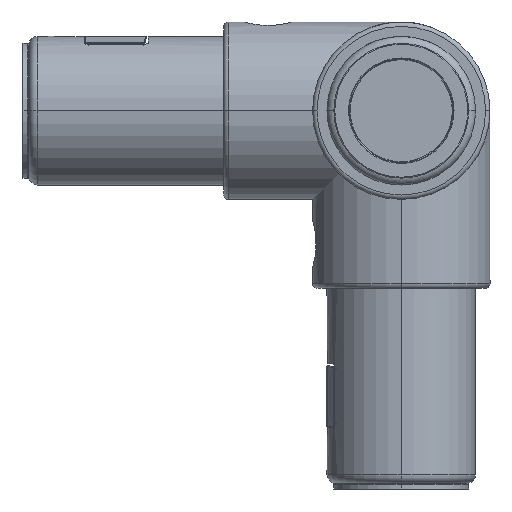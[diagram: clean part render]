
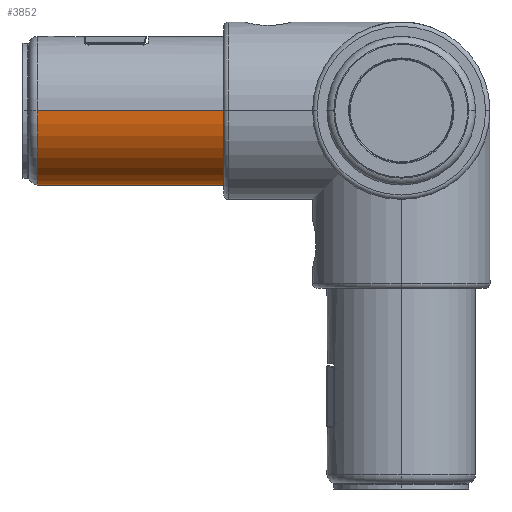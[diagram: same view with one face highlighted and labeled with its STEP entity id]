
A CAD part, front view. The second image highlights one B-rep face of the part: STEP entity #3852.
In plain terms, the highlighted cylindrical face has radius 16.75 mm (diameter 33.5 mm), a partial arc.
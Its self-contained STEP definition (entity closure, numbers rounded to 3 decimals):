
#193 = EDGE_CURVE ( 'NONE', #13239, #3452, #13119, .T. ) ;
#1248 = LINE ( 'NONE', #9613, #4672 ) ;
#1297 = CARTESIAN_POINT ( 'NONE',  ( 0., 82., -16.75 ) ) ;
#2023 = EDGE_CURVE ( 'NONE', #12736, #10292, #1248, .T. ) ;
#3134 = DIRECTION ( 'NONE',  ( 0., 0., 1. ) ) ;
#3452 = VERTEX_POINT ( 'NONE', #5733 ) ;
#3852 = ADVANCED_FACE ( 'NONE', ( #9473 ), #5183, .T. ) ;
#4047 = CIRCLE ( 'NONE', #12446, 16.75 ) ;
#4255 = DIRECTION ( 'NONE',  ( 0., -1., 0. ) ) ;
#4672 = VECTOR ( 'NONE', #7258, 1000. ) ;
#5154 = CARTESIAN_POINT ( 'NONE',  ( 0., 84., 16.75 ) ) ;
#5183 = CYLINDRICAL_SURFACE ( 'NONE', #10969, 16.75 ) ;
#5585 = DIRECTION ( 'NONE',  ( 0., 0., 1. ) ) ;
#5733 = CARTESIAN_POINT ( 'NONE',  ( 0., 40., 16.75 ) ) ;
#5918 = CARTESIAN_POINT ( 'NONE',  ( 0., 40., -16.75 ) ) ;
#6361 = DIRECTION ( 'NONE',  ( 0., -1., 0. ) ) ;
#6552 = CARTESIAN_POINT ( 'NONE',  ( 0., 40., 0. ) ) ;
#7258 = DIRECTION ( 'NONE',  ( 0., -1., 0. ) ) ;
#7967 = ORIENTED_EDGE ( 'NONE', *, *, #2023, .F. ) ;
#7977 = ORIENTED_EDGE ( 'NONE', *, *, #11601, .T. ) ;
#9127 = EDGE_CURVE ( 'NONE', #3452, #10292, #4047, .T. ) ;
#9243 = CARTESIAN_POINT ( 'NONE',  ( 0., 82., 16.75 ) ) ;
#9329 = ORIENTED_EDGE ( 'NONE', *, *, #193, .T. ) ;
#9473 = FACE_OUTER_BOUND ( 'NONE', #11790, .T. ) ;
#9613 = CARTESIAN_POINT ( 'NONE',  ( 0., 84., -16.75 ) ) ;
#9842 = DIRECTION ( 'NONE',  ( 0., -1., 0. ) ) ;
#10008 = DIRECTION ( 'NONE',  ( 0., 1., 0. ) ) ;
#10292 = VERTEX_POINT ( 'NONE', #5918 ) ;
#10969 = AXIS2_PLACEMENT_3D ( 'NONE', #14447, #9842, #13385 ) ;
#11303 = CIRCLE ( 'NONE', #11991, 16.75 ) ;
#11601 = EDGE_CURVE ( 'NONE', #12736, #13239, #11303, .T. ) ;
#11790 = EDGE_LOOP ( 'NONE', ( #7977, #9329, #14616, #7967 ) ) ;
#11991 = AXIS2_PLACEMENT_3D ( 'NONE', #12208, #4255, #5585 ) ;
#12208 = CARTESIAN_POINT ( 'NONE',  ( 0., 82., 0. ) ) ;
#12446 = AXIS2_PLACEMENT_3D ( 'NONE', #6552, #10008, #3134 ) ;
#12578 = VECTOR ( 'NONE', #6361, 1000. ) ;
#12736 = VERTEX_POINT ( 'NONE', #1297 ) ;
#13119 = LINE ( 'NONE', #5154, #12578 ) ;
#13239 = VERTEX_POINT ( 'NONE', #9243 ) ;
#13385 = DIRECTION ( 'NONE',  ( 0., 0., -1. ) ) ;
#14447 = CARTESIAN_POINT ( 'NONE',  ( 0., 84., 0. ) ) ;
#14616 = ORIENTED_EDGE ( 'NONE', *, *, #9127, .T. ) ;
